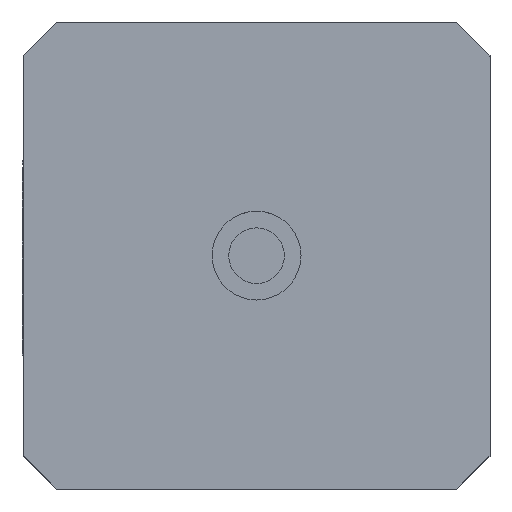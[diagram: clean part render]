
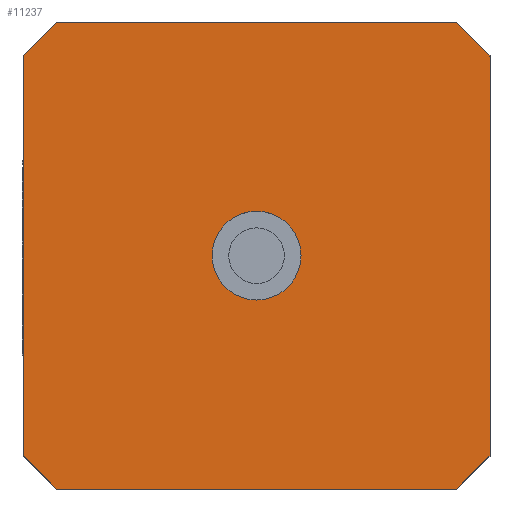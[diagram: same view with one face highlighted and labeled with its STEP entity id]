
A CAD part, top view. The second image highlights one B-rep face of the part: STEP entity #11237.
In plain terms, the highlighted planar face has unit normal (0, 0, 1).
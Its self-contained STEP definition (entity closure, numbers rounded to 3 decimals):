
#485 = LINE ( 'NONE', #15277, #9325 ) ;
#565 = LINE ( 'NONE', #17209, #11637 ) ;
#584 = EDGE_CURVE ( 'NONE', #13197, #22349, #10479, .T. ) ;
#967 = DIRECTION ( 'NONE',  ( 0., 0., 1. ) ) ;
#1343 = CARTESIAN_POINT ( 'NONE',  ( 0., 0., 32.5 ) ) ;
#2109 = DIRECTION ( 'NONE',  ( 0.707, 0.707, 0. ) ) ;
#2265 = EDGE_CURVE ( 'NONE', #16764, #13791, #485, .T. ) ;
#2351 = VECTOR ( 'NONE', #6955, 1000. ) ;
#2581 = VERTEX_POINT ( 'NONE', #23888 ) ;
#2594 = EDGE_LOOP ( 'NONE', ( #24492, #30377 ) ) ;
#3089 = EDGE_CURVE ( 'NONE', #23775, #15857, #24487, .T. ) ;
#3588 = CARTESIAN_POINT ( 'NONE',  ( -18., -21., 32.5 ) ) ;
#4230 = ORIENTED_EDGE ( 'NONE', *, *, #3089, .T. ) ;
#4623 = ORIENTED_EDGE ( 'NONE', *, *, #14042, .T. ) ;
#5101 = CARTESIAN_POINT ( 'NONE',  ( 21., 18., 32.5 ) ) ;
#5349 = DIRECTION ( 'NONE',  ( -0.707, 0.707, 0. ) ) ;
#5509 = CARTESIAN_POINT ( 'NONE',  ( -18., -21., 32.5 ) ) ;
#5679 = VECTOR ( 'NONE', #20966, 1000. ) ;
#5796 = EDGE_CURVE ( 'NONE', #27382, #28076, #24758, .T. ) ;
#6955 = DIRECTION ( 'NONE',  ( -1., 0., 0. ) ) ;
#6989 = ORIENTED_EDGE ( 'NONE', *, *, #29451, .T. ) ;
#7560 = FACE_OUTER_BOUND ( 'NONE', #23246, .T. ) ;
#8184 = CIRCLE ( 'NONE', #11442, 4. ) ;
#9143 = CARTESIAN_POINT ( 'NONE',  ( 21., -18., 32.5 ) ) ;
#9182 = DIRECTION ( 'NONE',  ( 0., 0., -1. ) ) ;
#9325 = VECTOR ( 'NONE', #20304, 1000. ) ;
#10012 = CARTESIAN_POINT ( 'NONE',  ( 0., 0., 32.5 ) ) ;
#10160 = CARTESIAN_POINT ( 'NONE',  ( 18., -21., 32.5 ) ) ;
#10184 = CARTESIAN_POINT ( 'NONE',  ( -18., 21., 32.5 ) ) ;
#10228 = DIRECTION ( 'NONE',  ( 1., 0., 0. ) ) ;
#10269 = DIRECTION ( 'NONE',  ( -1., 0., 0. ) ) ;
#10368 = CARTESIAN_POINT ( 'NONE',  ( 0., 0., 32.5 ) ) ;
#10479 = LINE ( 'NONE', #27864, #5679 ) ;
#11237 = ADVANCED_FACE ( 'NONE', ( #19358, #7560 ), #24236, .F. ) ;
#11442 = AXIS2_PLACEMENT_3D ( 'NONE', #10012, #29182, #10228 ) ;
#11637 = VECTOR ( 'NONE', #5349, 1000. ) ;
#12133 = ORIENTED_EDGE ( 'NONE', *, *, #584, .T. ) ;
#12775 = CARTESIAN_POINT ( 'NONE',  ( -21., -18., 32.5 ) ) ;
#12887 = ORIENTED_EDGE ( 'NONE', *, *, #2265, .T. ) ;
#13197 = VERTEX_POINT ( 'NONE', #26537 ) ;
#13548 = EDGE_CURVE ( 'NONE', #28076, #27382, #8184, .T. ) ;
#13791 = VERTEX_POINT ( 'NONE', #27112 ) ;
#14042 = EDGE_CURVE ( 'NONE', #13791, #23775, #17734, .T. ) ;
#14591 = LINE ( 'NONE', #21194, #2351 ) ;
#14921 = VECTOR ( 'NONE', #27004, 1000. ) ;
#14922 = ORIENTED_EDGE ( 'NONE', *, *, #22132, .T. ) ;
#15277 = CARTESIAN_POINT ( 'NONE',  ( -21., 18., 32.5 ) ) ;
#15857 = VERTEX_POINT ( 'NONE', #5509 ) ;
#16764 = VERTEX_POINT ( 'NONE', #10184 ) ;
#16868 = CARTESIAN_POINT ( 'NONE',  ( -4., 0., 32.5 ) ) ;
#17209 = CARTESIAN_POINT ( 'NONE',  ( 18., 21., 32.5 ) ) ;
#17734 = LINE ( 'NONE', #12775, #29156 ) ;
#19358 = FACE_BOUND ( 'NONE', #2594, .T. ) ;
#20118 = ORIENTED_EDGE ( 'NONE', *, *, #25863, .T. ) ;
#20304 = DIRECTION ( 'NONE',  ( -0.707, -0.707, 0. ) ) ;
#20678 = AXIS2_PLACEMENT_3D ( 'NONE', #10368, #967, #26856 ) ;
#20966 = DIRECTION ( 'NONE',  ( 0., 1., 0. ) ) ;
#21194 = CARTESIAN_POINT ( 'NONE',  ( -18., 21., 32.5 ) ) ;
#21996 = CARTESIAN_POINT ( 'NONE',  ( -21., -18., 32.5 ) ) ;
#22117 = DIRECTION ( 'NONE',  ( 1., 0., 0. ) ) ;
#22132 = EDGE_CURVE ( 'NONE', #27850, #13197, #25942, .T. ) ;
#22349 = VERTEX_POINT ( 'NONE', #5101 ) ;
#22665 = CARTESIAN_POINT ( 'NONE',  ( 4., 0., 32.5 ) ) ;
#23246 = EDGE_LOOP ( 'NONE', ( #12887, #4623, #4230, #20118, #14922, #12133, #28326, #6989 ) ) ;
#23775 = VERTEX_POINT ( 'NONE', #21996 ) ;
#23888 = CARTESIAN_POINT ( 'NONE',  ( 18., 21., 32.5 ) ) ;
#24236 = PLANE ( 'NONE',  #26011 ) ;
#24487 = LINE ( 'NONE', #3588, #14921 ) ;
#24492 = ORIENTED_EDGE ( 'NONE', *, *, #5796, .F. ) ;
#24758 = CIRCLE ( 'NONE', #20678, 4. ) ;
#25034 = VECTOR ( 'NONE', #22117, 1000. ) ;
#25863 = EDGE_CURVE ( 'NONE', #15857, #27850, #29834, .T. ) ;
#25942 = LINE ( 'NONE', #9143, #28515 ) ;
#26011 = AXIS2_PLACEMENT_3D ( 'NONE', #1343, #9182, #10269 ) ;
#26325 = CARTESIAN_POINT ( 'NONE',  ( 18., -21., 32.5 ) ) ;
#26537 = CARTESIAN_POINT ( 'NONE',  ( 21., -18., 32.5 ) ) ;
#26577 = DIRECTION ( 'NONE',  ( 0., -1., 0. ) ) ;
#26856 = DIRECTION ( 'NONE',  ( 1., 0., 0. ) ) ;
#27004 = DIRECTION ( 'NONE',  ( 0.707, -0.707, 0. ) ) ;
#27112 = CARTESIAN_POINT ( 'NONE',  ( -21., 18., 32.5 ) ) ;
#27382 = VERTEX_POINT ( 'NONE', #22665 ) ;
#27850 = VERTEX_POINT ( 'NONE', #26325 ) ;
#27864 = CARTESIAN_POINT ( 'NONE',  ( 21., 18., 32.5 ) ) ;
#28076 = VERTEX_POINT ( 'NONE', #16868 ) ;
#28326 = ORIENTED_EDGE ( 'NONE', *, *, #29124, .T. ) ;
#28515 = VECTOR ( 'NONE', #2109, 1000. ) ;
#29124 = EDGE_CURVE ( 'NONE', #22349, #2581, #565, .T. ) ;
#29156 = VECTOR ( 'NONE', #26577, 1000. ) ;
#29182 = DIRECTION ( 'NONE',  ( 0., 0., 1. ) ) ;
#29451 = EDGE_CURVE ( 'NONE', #2581, #16764, #14591, .T. ) ;
#29834 = LINE ( 'NONE', #10160, #25034 ) ;
#30377 = ORIENTED_EDGE ( 'NONE', *, *, #13548, .F. ) ;
